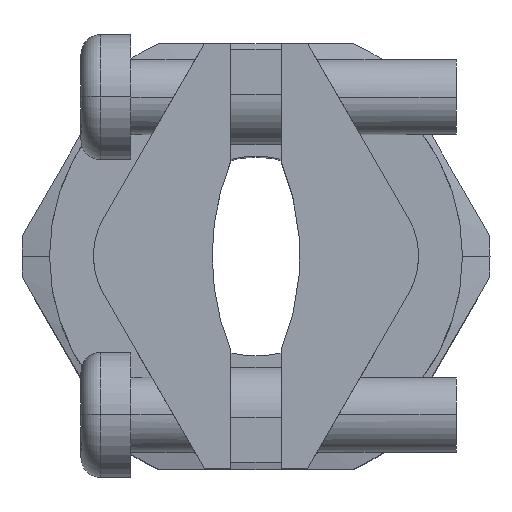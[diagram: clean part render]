
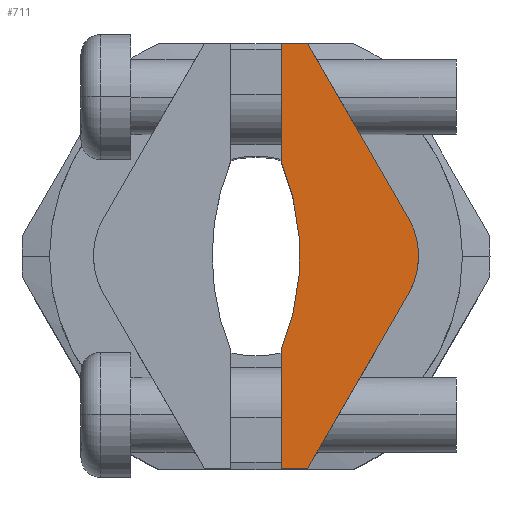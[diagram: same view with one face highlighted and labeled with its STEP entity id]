
A CAD part, top view. The second image highlights one B-rep face of the part: STEP entity #711.
In plain terms, the highlighted planar face has unit normal (0, 0, 1).
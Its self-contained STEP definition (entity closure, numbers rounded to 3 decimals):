
#19 = EDGE_CURVE ( 'NONE', #54, #134, #1806, .T. ) ;
#44 = EDGE_CURVE ( 'NONE', #142, #143, #1831, .T. ) ;
#54 = VERTEX_POINT ( 'NONE', #1693 ) ;
#134 = VERTEX_POINT ( 'NONE', #1938 ) ;
#142 = VERTEX_POINT ( 'NONE', #2040 ) ;
#143 = VERTEX_POINT ( 'NONE', #2017 ) ;
#153 = EDGE_CURVE ( 'NONE', #159, #189, #2077, .T. ) ;
#158 = VERTEX_POINT ( 'NONE', #1933 ) ;
#159 = VERTEX_POINT ( 'NONE', #1882 ) ;
#171 = VERTEX_POINT ( 'NONE', #1895 ) ;
#178 = EDGE_CURVE ( 'NONE', #171, #158, #2018, .T. ) ;
#189 = VERTEX_POINT ( 'NONE', #2007 ) ;
#506 = EDGE_CURVE ( 'NONE', #642, #159, #2438, .T. ) ;
#633 = VERTEX_POINT ( 'NONE', #2728 ) ;
#637 = VERTEX_POINT ( 'NONE', #2710 ) ;
#640 = EDGE_CURVE ( 'NONE', #637, #633, #2691, .T. ) ;
#642 = VERTEX_POINT ( 'NONE', #2727 ) ;
#670 = VERTEX_POINT ( 'NONE', #2725 ) ;
#676 = EDGE_CURVE ( 'NONE', #670, #637, #2688, .T. ) ;
#684 = ORIENTED_EDGE ( 'NONE', *, *, #738, .F. ) ;
#697 = EDGE_CURVE ( 'NONE', #633, #642, #2752, .T. ) ;
#710 = EDGE_CURVE ( 'NONE', #189, #171, #2775, .T. ) ;
#711 = ADVANCED_FACE ( 'NONE', ( #2827 ), #2843, .T. ) ;
#712 = ORIENTED_EDGE ( 'NONE', *, *, #44, .F. ) ;
#716 = ORIENTED_EDGE ( 'NONE', *, *, #676, .F. ) ;
#738 = EDGE_CURVE ( 'NONE', #143, #54, #2790, .T. ) ;
#739 = ORIENTED_EDGE ( 'NONE', *, *, #19, .F. ) ;
#754 = ORIENTED_EDGE ( 'NONE', *, *, #710, .F. ) ;
#759 = ORIENTED_EDGE ( 'NONE', *, *, #764, .F. ) ;
#760 = ORIENTED_EDGE ( 'NONE', *, *, #640, .F. ) ;
#764 = EDGE_CURVE ( 'NONE', #134, #670, #2911, .T. ) ;
#767 = EDGE_CURVE ( 'NONE', #158, #142, #2893, .T. ) ;
#768 = ORIENTED_EDGE ( 'NONE', *, *, #506, .F. ) ;
#814 = EDGE_LOOP ( 'NONE', ( #768, #819, #760, #716, #759, #739, #684, #712, #815, #817, #754, #816 ) ) ;
#815 = ORIENTED_EDGE ( 'NONE', *, *, #767, .F. ) ;
#816 = ORIENTED_EDGE ( 'NONE', *, *, #153, .F. ) ;
#817 = ORIENTED_EDGE ( 'NONE', *, *, #178, .F. ) ;
#819 = ORIENTED_EDGE ( 'NONE', *, *, #697, .F. ) ;
#1693 = CARTESIAN_POINT ( 'NONE',  ( 1., 8.25, 31.2 ) ) ;
#1694 = DIRECTION ( 'NONE',  ( 0., 1., 0. ) ) ;
#1695 = VECTOR ( 'NONE', #1694, 1000. ) ;
#1696 = CARTESIAN_POINT ( 'NONE',  ( 1., 3.8, 31.2 ) ) ;
#1805 = CARTESIAN_POINT ( 'NONE',  ( 1., 3.8, 31.2 ) ) ;
#1806 = LINE ( 'NONE', #1805, #1855 ) ;
#1831 = LINE ( 'NONE', #1696, #1695 ) ;
#1854 = DIRECTION ( 'NONE',  ( 0., 1., 0. ) ) ;
#1855 = VECTOR ( 'NONE', #1854, 1000. ) ;
#1882 = CARTESIAN_POINT ( 'NONE',  ( 1., -8.5, 31.2 ) ) ;
#1895 = CARTESIAN_POINT ( 'NONE',  ( 1., -5.127, 31.2 ) ) ;
#1933 = CARTESIAN_POINT ( 'NONE',  ( 1., -3.8, 31.2 ) ) ;
#1938 = CARTESIAN_POINT ( 'NONE',  ( 1., 8.5, 31.2 ) ) ;
#1984 = DIRECTION ( 'NONE',  ( 0., 1., 0. ) ) ;
#1985 = VECTOR ( 'NONE', #1984, 1000. ) ;
#1986 = CARTESIAN_POINT ( 'NONE',  ( 1., -3.8, 31.2 ) ) ;
#2007 = CARTESIAN_POINT ( 'NONE',  ( 1., -8.25, 31.2 ) ) ;
#2014 = DIRECTION ( 'NONE',  ( 0., 1., 0. ) ) ;
#2015 = VECTOR ( 'NONE', #2014, 1000. ) ;
#2016 = CARTESIAN_POINT ( 'NONE',  ( 1., -3.8, 31.2 ) ) ;
#2017 = CARTESIAN_POINT ( 'NONE',  ( 1., 5.127, 31.2 ) ) ;
#2018 = LINE ( 'NONE', #2016, #2015 ) ;
#2040 = CARTESIAN_POINT ( 'NONE',  ( 1., 3.8, 31.2 ) ) ;
#2077 = LINE ( 'NONE', #1986, #1985 ) ;
#2150 = DIRECTION ( 'NONE',  ( -0.5, -0.866, 0. ) ) ;
#2433 = DIRECTION ( 'NONE',  ( -1., 0., 0. ) ) ;
#2434 = VECTOR ( 'NONE', #2433, 1000. ) ;
#2435 = CARTESIAN_POINT ( 'NONE',  ( 1., -8.5, 31.2 ) ) ;
#2438 = LINE ( 'NONE', #2435, #2434 ) ;
#2676 = DIRECTION ( 'NONE',  ( 0.5, -0.866, 0. ) ) ;
#2677 = VECTOR ( 'NONE', #2676, 1000. ) ;
#2678 = CARTESIAN_POINT ( 'NONE',  ( 2.057, 8.5, 31.2 ) ) ;
#2688 = LINE ( 'NONE', #2678, #2677 ) ;
#2691 = CIRCLE ( 'NONE', #2757, 3. ) ;
#2710 = CARTESIAN_POINT ( 'NONE',  ( 6.098, 1.5, 31.2 ) ) ;
#2725 = CARTESIAN_POINT ( 'NONE',  ( 2.057, 8.5, 31.2 ) ) ;
#2727 = CARTESIAN_POINT ( 'NONE',  ( 2.057, -8.5, 31.2 ) ) ;
#2728 = CARTESIAN_POINT ( 'NONE',  ( 6.098, -1.5, 31.2 ) ) ;
#2750 = VECTOR ( 'NONE', #2150, 1000. ) ;
#2751 = CARTESIAN_POINT ( 'NONE',  ( 2.057, -8.5, 31.2 ) ) ;
#2752 = LINE ( 'NONE', #2751, #2750 ) ;
#2756 = CARTESIAN_POINT ( 'NONE',  ( 3.5, 0., 31.2 ) ) ;
#2757 = AXIS2_PLACEMENT_3D ( 'NONE', #2756, #2765, #2764 ) ;
#2764 = DIRECTION ( 'NONE',  ( -1., 0., 0. ) ) ;
#2765 = DIRECTION ( 'NONE',  ( 0., 0., -1. ) ) ;
#2775 = LINE ( 'NONE', #2829, #2796 ) ;
#2787 = DIRECTION ( 'NONE',  ( 0., 1., 0. ) ) ;
#2788 = VECTOR ( 'NONE', #2787, 1000. ) ;
#2789 = CARTESIAN_POINT ( 'NONE',  ( 1., 3.8, 31.2 ) ) ;
#2790 = LINE ( 'NONE', #2789, #2788 ) ;
#2791 = AXIS2_PLACEMENT_3D ( 'NONE', #2801, #2800, #2807 ) ;
#2796 = VECTOR ( 'NONE', #2799, 1000. ) ;
#2799 = DIRECTION ( 'NONE',  ( 0., 1., 0. ) ) ;
#2800 = DIRECTION ( 'NONE',  ( 0., 0., 1. ) ) ;
#2801 = CARTESIAN_POINT ( 'NONE',  ( 3.5, 0., 31.2 ) ) ;
#2807 = DIRECTION ( 'NONE',  ( -1., 0., 0. ) ) ;
#2827 = FACE_OUTER_BOUND ( 'NONE', #814, .T. ) ;
#2829 = CARTESIAN_POINT ( 'NONE',  ( 1., -3.8, 31.2 ) ) ;
#2843 = PLANE ( 'NONE',  #2791 ) ;
#2851 = VECTOR ( 'NONE', #2928, 1000. ) ;
#2878 = DIRECTION ( 'NONE',  ( -1., 0., 0. ) ) ;
#2892 = CARTESIAN_POINT ( 'NONE',  ( 1., 8.5, 31.2 ) ) ;
#2893 = CIRCLE ( 'NONE', #2918, 10. ) ;
#2911 = LINE ( 'NONE', #2892, #2851 ) ;
#2918 = AXIS2_PLACEMENT_3D ( 'NONE', #2920, #2919, #2878 ) ;
#2919 = DIRECTION ( 'NONE',  ( 0., 0., 1. ) ) ;
#2920 = CARTESIAN_POINT ( 'NONE',  ( -8.25, 0., 31.2 ) ) ;
#2928 = DIRECTION ( 'NONE',  ( 1., 0., 0. ) ) ;
